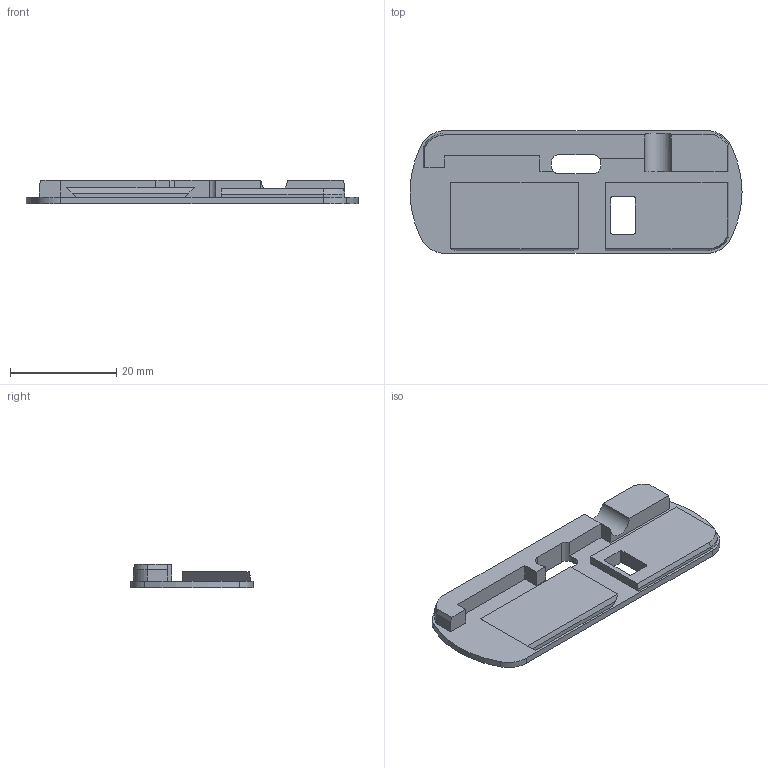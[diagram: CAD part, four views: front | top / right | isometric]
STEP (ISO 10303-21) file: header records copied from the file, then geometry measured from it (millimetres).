
FILE_DESCRIPTION(/* description */ (''),/* implementation_level */ '2;1');
FILE_NAME(/* name */ 'rear panel - 0.1mm clearance.step',/* time_stamp */ '2025-11-29T18:18:08+01:00',/* author */ (''),/* organization */ (''),/* preprocessor_version */ 'ST-DEVELOPER v20.1',/* originating_system */ 'Autodesk Translation Framework v14.17.0.0',/* authorisation */ '');
FILE_SCHEMA (('AUTOMOTIVE_DESIGN { 1 0 10303 214 3 1 1 }'));
Length unit declared in the file: millimetre
Products named in the file (2): FOC-Stim v4.1 Case - diglet; Rear panel
Assembly tree (1 placements, depth 2):
  FOC-Stim v4.1 Case - diglet
    Rear panel
Bounding box: 62.6 x 23.1 x 4.4 mm (x, y, z)
Volume: 3407 mm3; surface area: 3633.4 mm2
Topology: 1 solids, 1 shells, 63 faces, 170 edges, 111 vertices
Faces by surface type: plane 42, cylinder 18, cone 3
Entity records: 2036 total; most frequent: CARTESIAN_POINT 359, DIRECTION 341, ORIENTED_EDGE 340, EDGE_CURVE 170, LINE 123, VECTOR 123, VERTEX_POINT 111, AXIS2_PLACEMENT_3D 109
